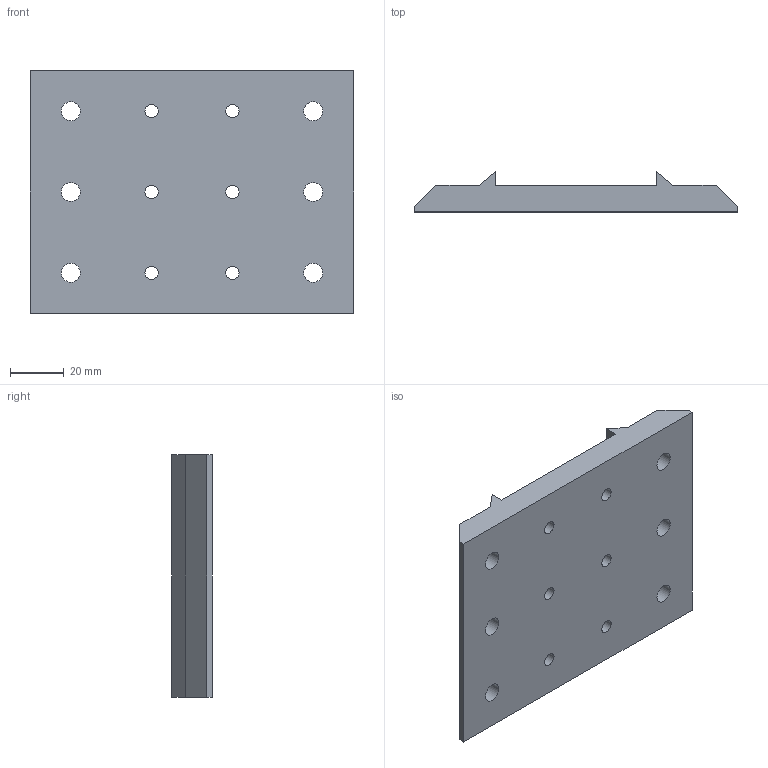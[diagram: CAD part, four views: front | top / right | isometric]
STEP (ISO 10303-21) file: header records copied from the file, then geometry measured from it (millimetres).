
FILE_DESCRIPTION(/* description */ (''),/* implementation_level */ '2;1');
FILE_NAME(/* name */ 'DAF6090-6.stp',/* time_stamp */ '2025-03-27T10:13:03+08:00',/* author */ ('1091212-1'),/* organization */ (''),/* preprocessor_version */ 'ST-DEVELOPER v15.6',/* originating_system */ 'Autodesk Inventor 2015',/* authorisation */ '');
FILE_SCHEMA (('AUTOMOTIVE_DESIGN { 1 0 10303 214 3 1 1 }'));
Length unit declared in the file: millimetre
Products named in the file (1): DAF6090-6
Bounding box: 120 x 15 x 90 mm (x, y, z)
Volume: 101491.6 mm3; surface area: 27670.9 mm2
Topology: 1 solids, 1 shells, 26 faces, 84 edges, 60 vertices
Faces by surface type: plane 14, cylinder 12
Full cylindrical faces by diameter (mm): 4.917 x6, 7 x6
Entity records: 852 total; most frequent: DIRECTION 138, CARTESIAN_POINT 135, ORIENTED_EDGE 120, EDGE_LOOP 62, EDGE_CURVE 60, AXIS2_PLACEMENT_3D 51, VERTEX_POINT 48, LINE 36
